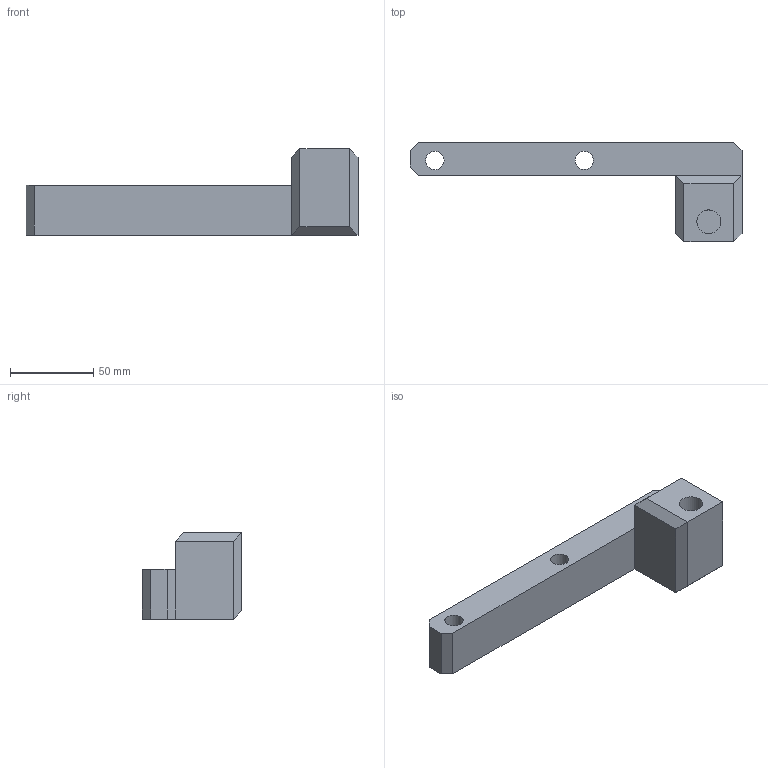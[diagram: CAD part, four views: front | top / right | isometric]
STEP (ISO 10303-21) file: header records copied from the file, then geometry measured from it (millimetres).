
FILE_DESCRIPTION(/* description */ ('Mitnehmer'),/* implementation_level */ '2;1');
FILE_NAME(/* name */ '00055834.stp',/* time_stamp */ '2023-08-24T13:50:48+02:00',/* author */ ('MD28'),/* organization */ (''),/* preprocessor_version */ 'ST-DEVELOPER v19.2',/* originating_system */ 'Autodesk Inventor 2023',/* authorisation */ '');
FILE_SCHEMA (('AUTOMOTIVE_DESIGN { 1 0 10303 214 3 1 1 }'));
Length unit declared in the file: millimetre
Products named in the file (1): 00055834
Bounding box: 200 x 60 x 52 mm (x, y, z)
Volume: 186710.2 mm3; surface area: 32641.3 mm2
Topology: 1 solids, 1 shells, 23 faces, 55 edges, 34 vertices
Faces by surface type: plane 19, cylinder 3, cone 1
Full cylindrical faces by diameter (mm): 11 x2, 14.376 x1
Entity records: 697 total; most frequent: CARTESIAN_POINT 112, ORIENTED_EDGE 108, DIRECTION 108, EDGE_CURVE 54, LINE 48, VECTOR 48, VERTEX_POINT 34, AXIS2_PLACEMENT_3D 30
